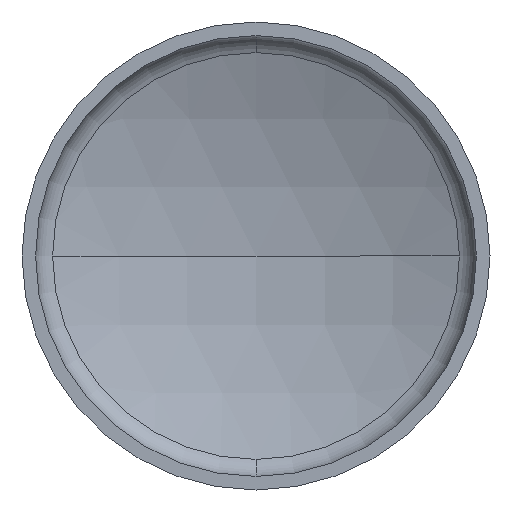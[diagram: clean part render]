
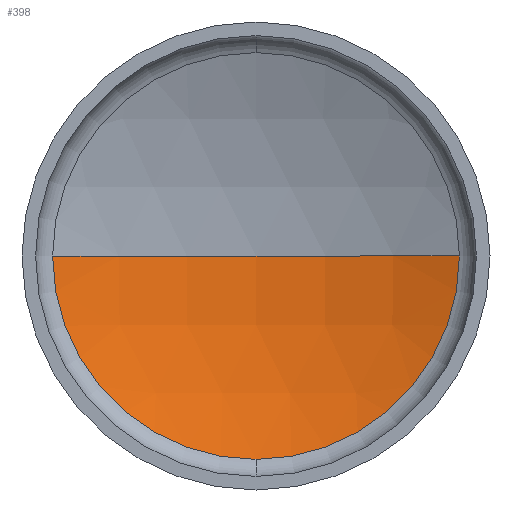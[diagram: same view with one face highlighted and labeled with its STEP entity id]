
A CAD part, front view. The second image highlights one B-rep face of the part: STEP entity #398.
In plain terms, the highlighted spherical face has radius 80.591 mm.
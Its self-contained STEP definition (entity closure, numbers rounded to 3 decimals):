
#2 = CIRCLE ( 'NONE', #62, 80.591 ) ;
#8 = ORIENTED_EDGE ( 'NONE', *, *, #313, .F. ) ;
#17 = CARTESIAN_POINT ( 'NONE',  ( -29.988, 11.713, 0. ) ) ;
#20 = CARTESIAN_POINT ( 'NONE',  ( 0., 11.713, -29.988 ) ) ;
#44 = CARTESIAN_POINT ( 'NONE',  ( 0., -63.091, 0. ) ) ;
#46 = AXIS2_PLACEMENT_3D ( 'NONE', #314, #276, #430 ) ;
#54 = EDGE_CURVE ( 'NONE', #419, #212, #382, .T. ) ;
#62 = AXIS2_PLACEMENT_3D ( 'NONE', #88, #370, #155 ) ;
#68 = VERTEX_POINT ( 'NONE', #20 ) ;
#88 = CARTESIAN_POINT ( 'NONE',  ( 0., -63.091, 0. ) ) ;
#104 = EDGE_CURVE ( 'NONE', #164, #212, #2, .T. ) ;
#126 = DIRECTION ( 'NONE',  ( 0., 1., 0. ) ) ;
#136 = CIRCLE ( 'NONE', #392, 29.988 ) ;
#155 = DIRECTION ( 'NONE',  ( -1., 0., 0. ) ) ;
#164 = VERTEX_POINT ( 'NONE', #17 ) ;
#190 = DIRECTION ( 'NONE',  ( 0., 0., 1. ) ) ;
#201 = FACE_OUTER_BOUND ( 'NONE', #431, .T. ) ;
#212 = VERTEX_POINT ( 'NONE', #251 ) ;
#223 = AXIS2_PLACEMENT_3D ( 'NONE', #44, #436, #402 ) ;
#235 = CARTESIAN_POINT ( 'NONE',  ( 0., -63.091, 0. ) ) ;
#236 = EDGE_CURVE ( 'NONE', #68, #164, #136, .T. ) ;
#241 = ORIENTED_EDGE ( 'NONE', *, *, #236, .F. ) ;
#251 = CARTESIAN_POINT ( 'NONE',  ( 0., 17.5, 0. ) ) ;
#265 = SPHERICAL_SURFACE ( 'NONE', #372, 80.591 ) ;
#276 = DIRECTION ( 'NONE',  ( 0., 1., 0. ) ) ;
#279 = ORIENTED_EDGE ( 'NONE', *, *, #104, .F. ) ;
#313 = EDGE_CURVE ( 'NONE', #419, #68, #325, .T. ) ;
#314 = CARTESIAN_POINT ( 'NONE',  ( 0., 11.713, 0. ) ) ;
#325 = CIRCLE ( 'NONE', #46, 29.988 ) ;
#368 = CARTESIAN_POINT ( 'NONE',  ( 0., 11.713, 0. ) ) ;
#370 = DIRECTION ( 'NONE',  ( 0., 0., -1. ) ) ;
#372 = AXIS2_PLACEMENT_3D ( 'NONE', #235, #384, #414 ) ;
#382 = CIRCLE ( 'NONE', #223, 80.591 ) ;
#384 = DIRECTION ( 'NONE',  ( 0., 0., 1. ) ) ;
#387 = ORIENTED_EDGE ( 'NONE', *, *, #54, .T. ) ;
#392 = AXIS2_PLACEMENT_3D ( 'NONE', #368, #126, #190 ) ;
#398 = ADVANCED_FACE ( 'NONE', ( #201 ), #265, .F. ) ;
#402 = DIRECTION ( 'NONE',  ( 1., 0., 0. ) ) ;
#414 = DIRECTION ( 'NONE',  ( -1., 0., 0. ) ) ;
#418 = CARTESIAN_POINT ( 'NONE',  ( 29.988, 11.713, 0. ) ) ;
#419 = VERTEX_POINT ( 'NONE', #418 ) ;
#430 = DIRECTION ( 'NONE',  ( 0., 0., 1. ) ) ;
#431 = EDGE_LOOP ( 'NONE', ( #8, #387, #279, #241 ) ) ;
#436 = DIRECTION ( 'NONE',  ( 0., 0., 1. ) ) ;
